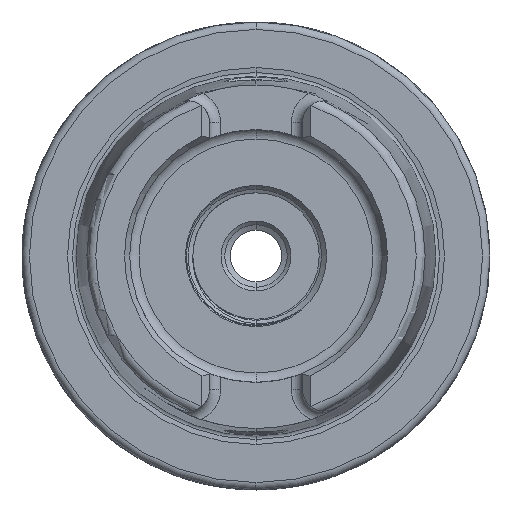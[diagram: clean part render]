
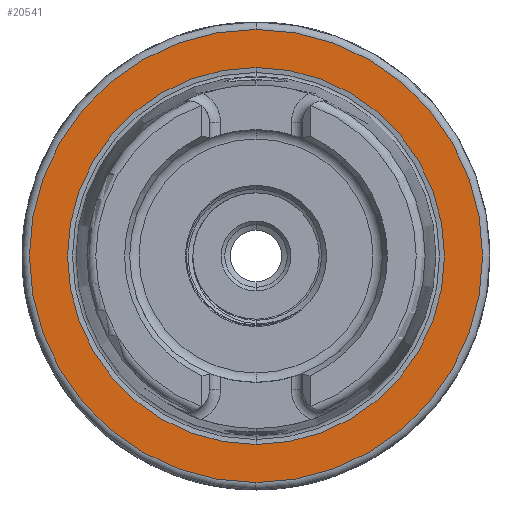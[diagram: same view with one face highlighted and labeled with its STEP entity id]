
A CAD part, left-side view. The second image highlights one B-rep face of the part: STEP entity #20541.
In plain terms, the highlighted planar face has unit normal (-1, 0, 0).
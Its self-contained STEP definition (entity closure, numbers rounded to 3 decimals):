
#5869 = AXIS2_PLACEMENT_3D ( 'NONE', #7299, #7300, #7301 ) ;
#5874 = AXIS2_PLACEMENT_3D ( 'NONE', #7287, #7288, #7289 ) ;
#6104 = AXIS2_PLACEMENT_3D ( 'NONE', #11298, #11299, #11300 ) ;
#6105 = AXIS2_PLACEMENT_3D ( 'NONE', #11295, #11296, #11297 ) ;
#6242 = FACE_OUTER_BOUND ( 'NONE', #21031, .T. ) ;
#6245 = FACE_BOUND ( 'NONE', #21032, .T. ) ;
#6247 = AXIS2_PLACEMENT_3D ( 'NONE', #12453, #12454, #12455 ) ;
#7287 = CARTESIAN_POINT ( 'NONE',  ( 0., 0., 0. ) ) ;
#7288 = DIRECTION ( 'NONE',  ( -1., 0., 0. ) ) ;
#7289 = DIRECTION ( 'NONE',  ( 0., 0., 1. ) ) ;
#7299 = CARTESIAN_POINT ( 'NONE',  ( 0., 0., 0. ) ) ;
#7300 = DIRECTION ( 'NONE',  ( 1., 0., 0. ) ) ;
#7301 = DIRECTION ( 'NONE',  ( 0., 0., -1. ) ) ;
#8201 = CIRCLE ( 'NONE', #6105, 25.369 ) ;
#8202 = CIRCLE ( 'NONE', #6104, 30.5 ) ;
#11295 = CARTESIAN_POINT ( 'NONE',  ( 0., 0., 0. ) ) ;
#11296 = DIRECTION ( 'NONE',  ( 1., 0., 0. ) ) ;
#11297 = DIRECTION ( 'NONE',  ( 0., 0., -1. ) ) ;
#11298 = CARTESIAN_POINT ( 'NONE',  ( 0., 0., 0. ) ) ;
#11299 = DIRECTION ( 'NONE',  ( -1., 0., 0. ) ) ;
#11300 = DIRECTION ( 'NONE',  ( 0., 0., 1. ) ) ;
#12452 = PLANE ( 'NONE',  #6247 ) ;
#12453 = CARTESIAN_POINT ( 'NONE',  ( 0., 25.369, 0. ) ) ;
#12454 = DIRECTION ( 'NONE',  ( -1., 0., 0. ) ) ;
#12455 = DIRECTION ( 'NONE',  ( 0., 0., 1. ) ) ;
#13816 = CARTESIAN_POINT ( 'NONE',  ( 0., 0., -30.5 ) ) ;
#13817 = CARTESIAN_POINT ( 'NONE',  ( 0., 0., 30.5 ) ) ;
#13820 = CARTESIAN_POINT ( 'NONE',  ( 0., 0., -25.369 ) ) ;
#13821 = CARTESIAN_POINT ( 'NONE',  ( 0., 0., 25.369 ) ) ;
#20052 = EDGE_CURVE ( 'NONE', #22313, #22312, #28433, .T. ) ;
#20056 = EDGE_CURVE ( 'NONE', #22317, #22316, #28436, .T. ) ;
#20421 = EDGE_CURVE ( 'NONE', #22316, #22317, #8201, .T. ) ;
#20422 = EDGE_CURVE ( 'NONE', #22312, #22313, #8202, .T. ) ;
#20541 = ADVANCED_FACE ( 'NONE', ( #6242, #6245 ), #12452, .T. ) ;
#21031 = EDGE_LOOP ( 'NONE', ( #21772, #21773 ) ) ;
#21032 = EDGE_LOOP ( 'NONE', ( #21775, #21774 ) ) ;
#21772 = ORIENTED_EDGE ( 'NONE', *, *, #20052, .T. ) ;
#21773 = ORIENTED_EDGE ( 'NONE', *, *, #20422, .T. ) ;
#21774 = ORIENTED_EDGE ( 'NONE', *, *, #20421, .T. ) ;
#21775 = ORIENTED_EDGE ( 'NONE', *, *, #20056, .T. ) ;
#22312 = VERTEX_POINT ( 'NONE', #13816 ) ;
#22313 = VERTEX_POINT ( 'NONE', #13817 ) ;
#22316 = VERTEX_POINT ( 'NONE', #13820 ) ;
#22317 = VERTEX_POINT ( 'NONE', #13821 ) ;
#28433 = CIRCLE ( 'NONE', #5874, 30.5 ) ;
#28436 = CIRCLE ( 'NONE', #5869, 25.369 ) ;
